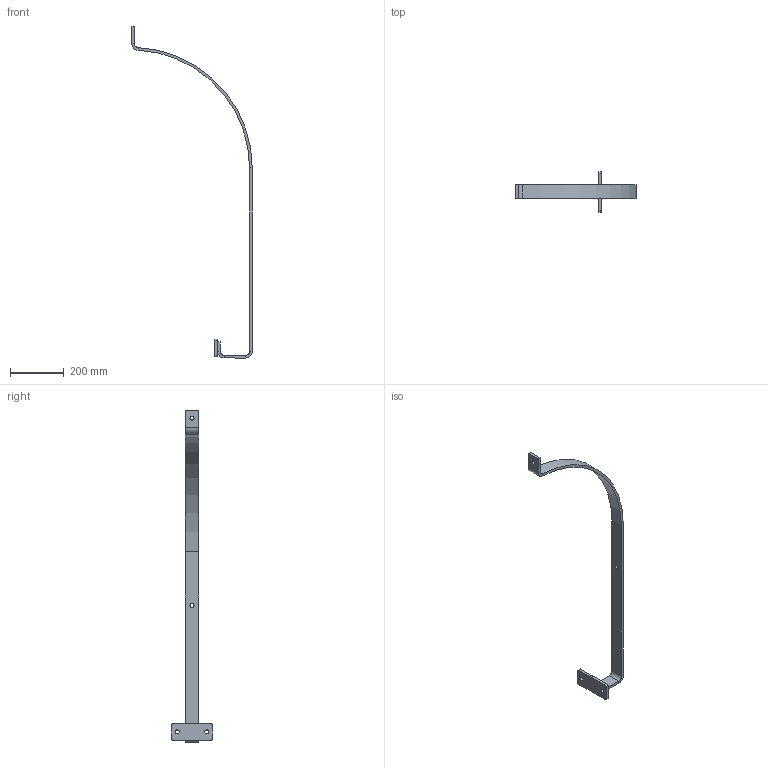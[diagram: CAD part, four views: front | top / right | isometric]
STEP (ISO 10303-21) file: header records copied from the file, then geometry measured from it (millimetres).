
FILE_DESCRIPTION (( 'STEP AP203' ), '1' );
FILE_NAME ('3467-MU103-20-47_REV_.step', '2026-01-04T05:08:27', ( '' ), ( '' ), 'SwSTEP 2.0', 'SolidWorks 2025', '' );
FILE_SCHEMA (( 'CONFIG_CONTROL_DESIGN' ));
Length unit declared in the file: millimetre
Products named in the file (3): 3467-MU103-20-32_Default<As Machined>; 3467-MU103-20-20; 3467-MU103-20-47_REV_
Assembly tree (2 placements, depth 2):
  3467-MU103-20-47_REV_
    3467-MU103-20-32_Default<As Machined>
    3467-MU103-20-20
Bounding box: 450 x 150 x 1240 mm (x, y, z)
Volume: 907173.1 mm3; surface area: 221212 mm2
Topology: 2 solids, 2 shells, 52 faces, 116 edges, 68 vertices
Faces by surface type: plane 32, cylinder 20
Entity records: 1737 total; most frequent: DIRECTION 270, CARTESIAN_POINT 241, ORIENTED_EDGE 232, EDGE_CURVE 116, AXIS2_PLACEMENT_3D 97, LINE 76, VECTOR 76, VERTEX_POINT 68
